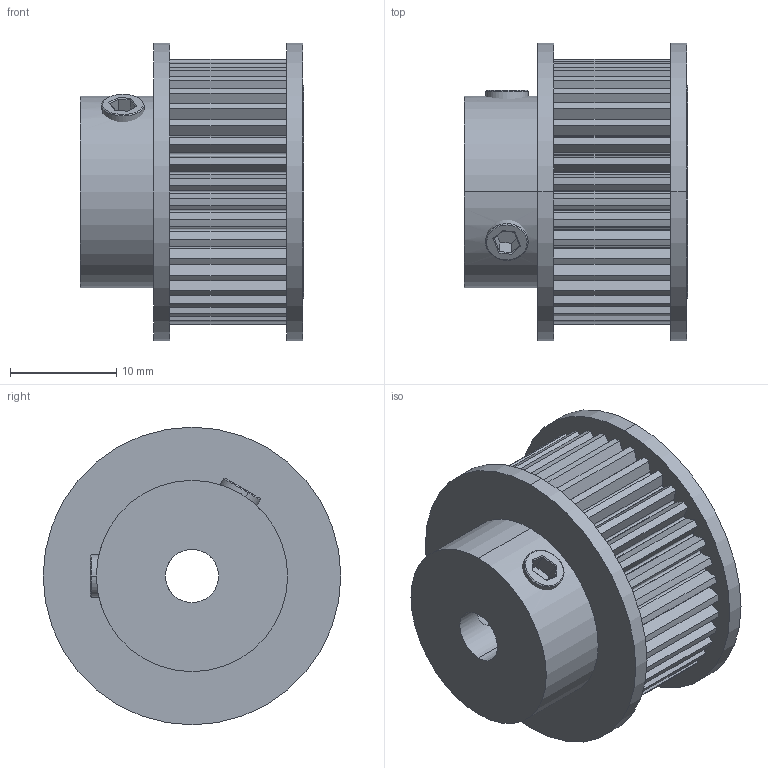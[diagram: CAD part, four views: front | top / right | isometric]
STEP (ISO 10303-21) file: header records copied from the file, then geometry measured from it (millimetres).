
FILE_DESCRIPTION (( 'STEP AP214' ), '1' );
FILE_NAME ('A116 Øêèâ GT2-40, O îòâåðñòèÿ 5 ìì.STEP', '2019-10-18T14:04:18', ( 'Windows User' ), ( '' ), 'SwSTEP 2.0', 'SolidWorks 2019', '' );
FILE_SCHEMA (( 'AUTOMOTIVE_DESIGN' ));
Length unit declared in the file: millimetre
Products named in the file (3): S54 妈眚 篑蜞眍忸黜 DIN 916 󊅜_M4(4); 37-1 (2); A116 Øêèâ GT2-40, O îòâåðñòèÿ 5 ìì
Assembly tree (3 placements, depth 2):
  A116 Øêèâ GT2-40, O îòâåðñòèÿ 5 ìì
    37-1 (2)
    S54 妈眚 篑蜞眍忸黜 DIN 916 󊅜_M4(4)  x2
Bounding box: 21 x 28 x 28 mm (x, y, z)
Volume: 8189.5 mm3; surface area: 4287.7 mm2
Topology: 3 solids, 3 shells, 239 faces, 666 edges, 434 vertices
Faces by surface type: plane 114, cylinder 113, cone 12
Entity records: 7478 total; most frequent: CARTESIAN_POINT 1448, DIRECTION 1270, ORIENTED_EDGE 1232, EDGE_CURVE 616, AXIS2_PLACEMENT_3D 441, VERTEX_POINT 407, LINE 388, VECTOR 388
